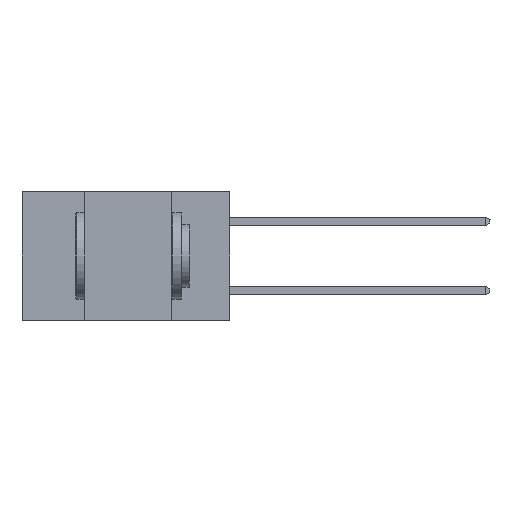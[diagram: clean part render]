
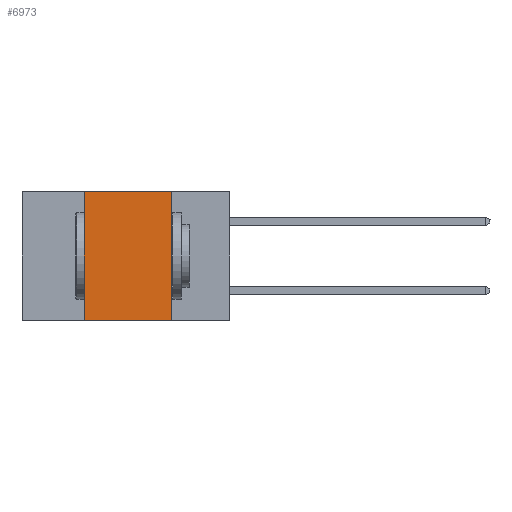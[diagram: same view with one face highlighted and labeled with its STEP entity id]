
A CAD part, left-side view. The second image highlights one B-rep face of the part: STEP entity #6973.
In plain terms, the highlighted planar face has unit normal (-1, 0, 0).
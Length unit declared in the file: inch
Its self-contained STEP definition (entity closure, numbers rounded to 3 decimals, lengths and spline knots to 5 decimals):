
#168 = EDGE_CURVE ( 'NONE', #9275, #3550, #9419, .T. ) ;
#526 = FACE_OUTER_BOUND ( 'NONE', #8808, .T. ) ;
#865 = ORIENTED_EDGE ( 'NONE', *, *, #168, .T. ) ;
#945 = LINE ( 'NONE', #6942, #14488 ) ;
#1149 = CARTESIAN_POINT ( 'NONE',  ( 0., 0.42, -0.37 ) ) ;
#1464 = CARTESIAN_POINT ( 'NONE',  ( 0., 0.6, 0. ) ) ;
#1482 = ORIENTED_EDGE ( 'NONE', *, *, #18560, .F. ) ;
#2357 = CARTESIAN_POINT ( 'NONE',  ( 0., 0.42, 0. ) ) ;
#2723 = LINE ( 'NONE', #7192, #17994 ) ;
#3086 = ORIENTED_EDGE ( 'NONE', *, *, #13757, .F. ) ;
#3382 = AXIS2_PLACEMENT_3D ( 'NONE', #3705, #6424, #15533 ) ;
#3425 = PLANE ( 'NONE',  #3382 ) ;
#3550 = VERTEX_POINT ( 'NONE', #18079 ) ;
#3589 = DIRECTION ( 'NONE',  ( 0., -1., 0. ) ) ;
#3705 = CARTESIAN_POINT ( 'NONE',  ( 0., 0.6, 0. ) ) ;
#5890 = VECTOR ( 'NONE', #10368, 39.37008 ) ;
#6424 = DIRECTION ( 'NONE',  ( 1., 0., 0. ) ) ;
#6942 = CARTESIAN_POINT ( 'NONE',  ( 0., 0.42, -0.37 ) ) ;
#6973 = ADVANCED_FACE ( 'NONE', ( #526 ), #3425, .F. ) ;
#7192 = CARTESIAN_POINT ( 'NONE',  ( 0., 0.17, -0.37 ) ) ;
#7278 = LINE ( 'NONE', #1464, #5890 ) ;
#7377 = VECTOR ( 'NONE', #3589, 39.37008 ) ;
#7588 = VERTEX_POINT ( 'NONE', #14142 ) ;
#7751 = EDGE_CURVE ( 'NONE', #17532, #7588, #7278, .T. ) ;
#8157 = CARTESIAN_POINT ( 'NONE',  ( 0., 0.6, -0.37 ) ) ;
#8808 = EDGE_LOOP ( 'NONE', ( #3086, #10070, #1482, #865 ) ) ;
#9275 = VERTEX_POINT ( 'NONE', #1149 ) ;
#9419 = LINE ( 'NONE', #8157, #7377 ) ;
#10070 = ORIENTED_EDGE ( 'NONE', *, *, #7751, .F. ) ;
#10368 = DIRECTION ( 'NONE',  ( 0., -1., 0. ) ) ;
#13096 = DIRECTION ( 'NONE',  ( 0., 0., -1. ) ) ;
#13757 = EDGE_CURVE ( 'NONE', #7588, #3550, #2723, .T. ) ;
#14099 = DIRECTION ( 'NONE',  ( 0., 0., 1. ) ) ;
#14142 = CARTESIAN_POINT ( 'NONE',  ( 0., 0.17, 0. ) ) ;
#14488 = VECTOR ( 'NONE', #14099, 39.37008 ) ;
#15533 = DIRECTION ( 'NONE',  ( 0., 0., -1. ) ) ;
#17532 = VERTEX_POINT ( 'NONE', #2357 ) ;
#17994 = VECTOR ( 'NONE', #13096, 39.37008 ) ;
#18079 = CARTESIAN_POINT ( 'NONE',  ( 0., 0.17, -0.37 ) ) ;
#18560 = EDGE_CURVE ( 'NONE', #9275, #17532, #945, .T. ) ;
